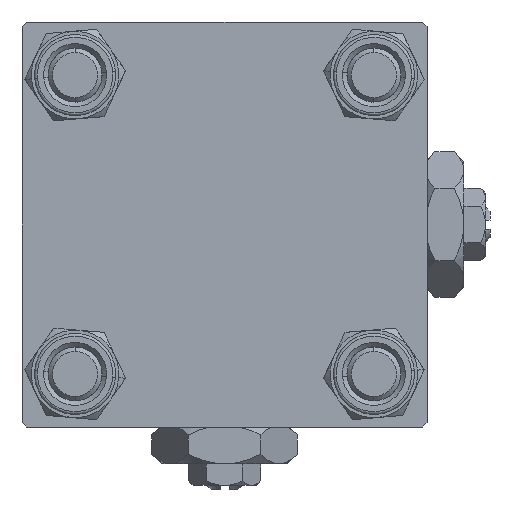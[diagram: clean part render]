
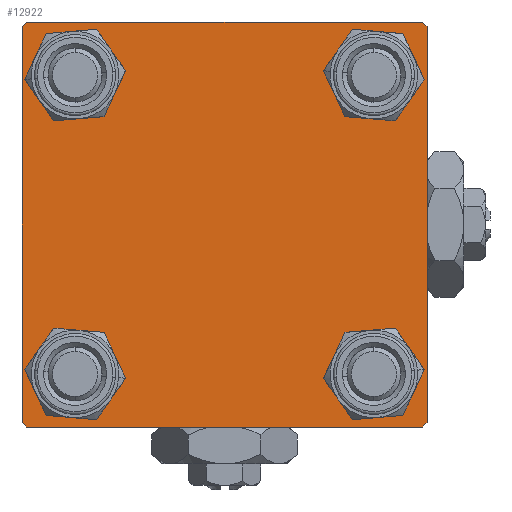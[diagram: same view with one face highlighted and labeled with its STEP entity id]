
A CAD part, left-side view. The second image highlights one B-rep face of the part: STEP entity #12922.
In plain terms, the highlighted planar face has unit normal (-1, 0, 0).
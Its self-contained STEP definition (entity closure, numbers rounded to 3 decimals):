
#12 = DIRECTION ( 'NONE',  ( 1., 0., 0. ) ) ;
#15 = LINE ( 'NONE', #14952, #48389 ) ;
#322 = CARTESIAN_POINT ( 'NONE',  ( 0., -16.6, 13.1 ) ) ;
#495 = EDGE_LOOP ( 'NONE', ( #6010, #42284 ) ) ;
#1175 = VERTEX_POINT ( 'NONE', #56347 ) ;
#1329 = DIRECTION ( 'NONE',  ( 1., 0., 0. ) ) ;
#1520 = CARTESIAN_POINT ( 'NONE',  ( 0., 16.6, -16.6 ) ) ;
#1787 = CIRCLE ( 'NONE', #14221, 3.5 ) ;
#3198 = CARTESIAN_POINT ( 'NONE',  ( 0., 22.25, 22.25 ) ) ;
#4108 = DIRECTION ( 'NONE',  ( 0., 0., 1. ) ) ;
#4417 = VERTEX_POINT ( 'NONE', #30339 ) ;
#4495 = VECTOR ( 'NONE', #35218, 1000. ) ;
#5589 = CARTESIAN_POINT ( 'NONE',  ( 0., 16.6, -20.1 ) ) ;
#5607 = EDGE_CURVE ( 'NONE', #1175, #33043, #11446, .T. ) ;
#5999 = CARTESIAN_POINT ( 'NONE',  ( 0., -16.6, -16.6 ) ) ;
#6010 = ORIENTED_EDGE ( 'NONE', *, *, #35532, .T. ) ;
#6779 = EDGE_LOOP ( 'NONE', ( #45356, #57239 ) ) ;
#8054 = DIRECTION ( 'NONE',  ( 0., 0., -1. ) ) ;
#8105 = CARTESIAN_POINT ( 'NONE',  ( 0., -16.6, 16.6 ) ) ;
#8940 = CARTESIAN_POINT ( 'NONE',  ( 0., 22.5, 22.5 ) ) ;
#9312 = CARTESIAN_POINT ( 'NONE',  ( 0., -16.6, 20.1 ) ) ;
#9322 = DIRECTION ( 'NONE',  ( 1., 0., 0. ) ) ;
#10480 = DIRECTION ( 'NONE',  ( 0., 0., 1. ) ) ;
#10610 = ORIENTED_EDGE ( 'NONE', *, *, #47001, .T. ) ;
#11446 = LINE ( 'NONE', #17119, #40888 ) ;
#11655 = DIRECTION ( 'NONE',  ( 0., 0., 1. ) ) ;
#11725 = LINE ( 'NONE', #16221, #43715 ) ;
#11758 = FACE_BOUND ( 'NONE', #19228, .T. ) ;
#12922 = ADVANCED_FACE ( 'NONE', ( #25217, #11758, #35091, #21315, #21910 ), #39581, .T. ) ;
#13265 = VERTEX_POINT ( 'NONE', #50242 ) ;
#13664 = CARTESIAN_POINT ( 'NONE',  ( 0., -22.5, -22. ) ) ;
#14221 = AXIS2_PLACEMENT_3D ( 'NONE', #1520, #56253, #56831 ) ;
#14952 = CARTESIAN_POINT ( 'NONE',  ( 0., 22.5, -22.5 ) ) ;
#15756 = ORIENTED_EDGE ( 'NONE', *, *, #20118, .T. ) ;
#16221 = CARTESIAN_POINT ( 'NONE',  ( 0., -22.25, 22.25 ) ) ;
#16521 = DIRECTION ( 'NONE',  ( 0., 0., 1. ) ) ;
#16563 = AXIS2_PLACEMENT_3D ( 'NONE', #52638, #20912, #11655 ) ;
#16876 = EDGE_LOOP ( 'NONE', ( #53305, #15756 ) ) ;
#17119 = CARTESIAN_POINT ( 'NONE',  ( 0., 22.5, 22.5 ) ) ;
#17131 = VECTOR ( 'NONE', #54471, 1000. ) ;
#17283 = CARTESIAN_POINT ( 'NONE',  ( 0., 16.6, -16.6 ) ) ;
#18160 = ORIENTED_EDGE ( 'NONE', *, *, #54214, .T. ) ;
#19228 = EDGE_LOOP ( 'NONE', ( #55463, #21714 ) ) ;
#19595 = VECTOR ( 'NONE', #59132, 1000. ) ;
#20118 = EDGE_CURVE ( 'NONE', #21058, #23037, #45792, .T. ) ;
#20432 = AXIS2_PLACEMENT_3D ( 'NONE', #41346, #9322, #36267 ) ;
#20912 = DIRECTION ( 'NONE',  ( 1., 0., 0. ) ) ;
#21058 = VERTEX_POINT ( 'NONE', #5589 ) ;
#21315 = FACE_BOUND ( 'NONE', #6779, .T. ) ;
#21377 = CIRCLE ( 'NONE', #20432, 3.5 ) ;
#21434 = ORIENTED_EDGE ( 'NONE', *, *, #47721, .T. ) ;
#21714 = ORIENTED_EDGE ( 'NONE', *, *, #37684, .T. ) ;
#21910 = FACE_OUTER_BOUND ( 'NONE', #46765, .T. ) ;
#23037 = VERTEX_POINT ( 'NONE', #57208 ) ;
#24566 = ORIENTED_EDGE ( 'NONE', *, *, #45590, .T. ) ;
#25070 = CARTESIAN_POINT ( 'NONE',  ( 0., 22.5, 22. ) ) ;
#25217 = FACE_BOUND ( 'NONE', #495, .T. ) ;
#26570 = AXIS2_PLACEMENT_3D ( 'NONE', #56883, #52413, #16521 ) ;
#26598 = CARTESIAN_POINT ( 'NONE',  ( 0., -16.6, -20.1 ) ) ;
#27262 = LINE ( 'NONE', #36544, #17131 ) ;
#27447 = CARTESIAN_POINT ( 'NONE',  ( 0., -22.5, 22.5 ) ) ;
#27513 = CIRCLE ( 'NONE', #26570, 3.5 ) ;
#27612 = VERTEX_POINT ( 'NONE', #34274 ) ;
#28032 = CARTESIAN_POINT ( 'NONE',  ( 0., 22.25, -22.25 ) ) ;
#28038 = DIRECTION ( 'NONE',  ( 0., 0., -1. ) ) ;
#29139 = CARTESIAN_POINT ( 'NONE',  ( 0., 16.6, 16.6 ) ) ;
#30339 = CARTESIAN_POINT ( 'NONE',  ( 0., -22.5, 22. ) ) ;
#30843 = DIRECTION ( 'NONE',  ( 0., 0., 1. ) ) ;
#30998 = CARTESIAN_POINT ( 'NONE',  ( 0., 22., -22.5 ) ) ;
#31135 = CARTESIAN_POINT ( 'NONE',  ( 0., 16.6, 13.1 ) ) ;
#31441 = VERTEX_POINT ( 'NONE', #26598 ) ;
#32811 = LINE ( 'NONE', #28032, #19595 ) ;
#33043 = VERTEX_POINT ( 'NONE', #55074 ) ;
#33275 = AXIS2_PLACEMENT_3D ( 'NONE', #39289, #44371, #53316 ) ;
#34274 = CARTESIAN_POINT ( 'NONE',  ( 0., -16.6, -13.1 ) ) ;
#35091 = FACE_BOUND ( 'NONE', #16876, .T. ) ;
#35218 = DIRECTION ( 'NONE',  ( 0., 0.707, -0.707 ) ) ;
#35532 = EDGE_CURVE ( 'NONE', #55021, #49492, #35665, .T. ) ;
#35665 = CIRCLE ( 'NONE', #40567, 3.5 ) ;
#36172 = LINE ( 'NONE', #8940, #53255 ) ;
#36232 = VECTOR ( 'NONE', #28038, 1000. ) ;
#36267 = DIRECTION ( 'NONE',  ( 0., 0., 1. ) ) ;
#36544 = CARTESIAN_POINT ( 'NONE',  ( 0., -22.25, -22.25 ) ) ;
#36569 = EDGE_CURVE ( 'NONE', #49492, #55021, #48123, .T. ) ;
#37684 = EDGE_CURVE ( 'NONE', #31441, #27612, #44291, .T. ) ;
#38076 = DIRECTION ( 'NONE',  ( 0., 0.707, 0.707 ) ) ;
#38840 = EDGE_CURVE ( 'NONE', #27612, #31441, #21377, .T. ) ;
#39132 = CIRCLE ( 'NONE', #59128, 3.5 ) ;
#39289 = CARTESIAN_POINT ( 'NONE',  ( 0., 0., 0. ) ) ;
#39581 = PLANE ( 'NONE',  #33275 ) ;
#40567 = AXIS2_PLACEMENT_3D ( 'NONE', #8105, #12, #30843 ) ;
#40888 = VECTOR ( 'NONE', #47945, 1000. ) ;
#41346 = CARTESIAN_POINT ( 'NONE',  ( 0., -16.6, -16.6 ) ) ;
#41907 = EDGE_CURVE ( 'NONE', #42491, #49127, #32811, .T. ) ;
#42284 = ORIENTED_EDGE ( 'NONE', *, *, #36569, .T. ) ;
#42491 = VERTEX_POINT ( 'NONE', #52980 ) ;
#43715 = VECTOR ( 'NONE', #38076, 1000. ) ;
#43960 = VERTEX_POINT ( 'NONE', #25070 ) ;
#44204 = LINE ( 'NONE', #3198, #4495 ) ;
#44291 = CIRCLE ( 'NONE', #51905, 3.5 ) ;
#44371 = DIRECTION ( 'NONE',  ( -1., 0., 0. ) ) ;
#44977 = ORIENTED_EDGE ( 'NONE', *, *, #48376, .T. ) ;
#45356 = ORIENTED_EDGE ( 'NONE', *, *, #49286, .T. ) ;
#45522 = VERTEX_POINT ( 'NONE', #31135 ) ;
#45590 = EDGE_CURVE ( 'NONE', #49127, #50120, #15, .T. ) ;
#45792 = CIRCLE ( 'NONE', #52474, 3.5 ) ;
#46590 = ORIENTED_EDGE ( 'NONE', *, *, #53166, .F. ) ;
#46765 = EDGE_LOOP ( 'NONE', ( #21434, #48932, #24566, #18160, #46590, #44977, #57898, #10610 ) ) ;
#47001 = EDGE_CURVE ( 'NONE', #1175, #43960, #44204, .T. ) ;
#47721 = EDGE_CURVE ( 'NONE', #43960, #42491, #36172, .T. ) ;
#47945 = DIRECTION ( 'NONE',  ( 0., -1., 0. ) ) ;
#48086 = DIRECTION ( 'NONE',  ( 1., 0., 0. ) ) ;
#48123 = CIRCLE ( 'NONE', #16563, 3.5 ) ;
#48376 = EDGE_CURVE ( 'NONE', #4417, #33043, #11725, .T. ) ;
#48389 = VECTOR ( 'NONE', #55637, 1000. ) ;
#48932 = ORIENTED_EDGE ( 'NONE', *, *, #41907, .T. ) ;
#49127 = VERTEX_POINT ( 'NONE', #30998 ) ;
#49286 = EDGE_CURVE ( 'NONE', #13265, #45522, #27513, .T. ) ;
#49492 = VERTEX_POINT ( 'NONE', #322 ) ;
#50120 = VERTEX_POINT ( 'NONE', #52497 ) ;
#50242 = CARTESIAN_POINT ( 'NONE',  ( 0., 16.6, 20.1 ) ) ;
#50800 = VERTEX_POINT ( 'NONE', #13664 ) ;
#51905 = AXIS2_PLACEMENT_3D ( 'NONE', #5999, #48086, #10480 ) ;
#52160 = DIRECTION ( 'NONE',  ( 0., 0., 1. ) ) ;
#52413 = DIRECTION ( 'NONE',  ( 1., 0., 0. ) ) ;
#52474 = AXIS2_PLACEMENT_3D ( 'NONE', #17283, #53767, #4108 ) ;
#52497 = CARTESIAN_POINT ( 'NONE',  ( 0., -22., -22.5 ) ) ;
#52638 = CARTESIAN_POINT ( 'NONE',  ( 0., -16.6, 16.6 ) ) ;
#52980 = CARTESIAN_POINT ( 'NONE',  ( 0., 22.5, -22. ) ) ;
#53166 = EDGE_CURVE ( 'NONE', #4417, #50800, #54361, .T. ) ;
#53255 = VECTOR ( 'NONE', #8054, 1000. ) ;
#53305 = ORIENTED_EDGE ( 'NONE', *, *, #55845, .T. ) ;
#53316 = DIRECTION ( 'NONE',  ( 0., 0., 1. ) ) ;
#53672 = EDGE_CURVE ( 'NONE', #45522, #13265, #39132, .T. ) ;
#53767 = DIRECTION ( 'NONE',  ( 1., 0., 0. ) ) ;
#54214 = EDGE_CURVE ( 'NONE', #50120, #50800, #27262, .T. ) ;
#54361 = LINE ( 'NONE', #27447, #36232 ) ;
#54471 = DIRECTION ( 'NONE',  ( 0., -0.707, 0.707 ) ) ;
#55021 = VERTEX_POINT ( 'NONE', #9312 ) ;
#55074 = CARTESIAN_POINT ( 'NONE',  ( 0., -22., 22.5 ) ) ;
#55463 = ORIENTED_EDGE ( 'NONE', *, *, #38840, .T. ) ;
#55637 = DIRECTION ( 'NONE',  ( 0., -1., 0. ) ) ;
#55845 = EDGE_CURVE ( 'NONE', #23037, #21058, #1787, .T. ) ;
#56253 = DIRECTION ( 'NONE',  ( 1., 0., 0. ) ) ;
#56347 = CARTESIAN_POINT ( 'NONE',  ( 0., 22., 22.5 ) ) ;
#56831 = DIRECTION ( 'NONE',  ( 0., 0., 1. ) ) ;
#56883 = CARTESIAN_POINT ( 'NONE',  ( 0., 16.6, 16.6 ) ) ;
#57208 = CARTESIAN_POINT ( 'NONE',  ( 0., 16.6, -13.1 ) ) ;
#57239 = ORIENTED_EDGE ( 'NONE', *, *, #53672, .T. ) ;
#57898 = ORIENTED_EDGE ( 'NONE', *, *, #5607, .F. ) ;
#59128 = AXIS2_PLACEMENT_3D ( 'NONE', #29139, #1329, #52160 ) ;
#59132 = DIRECTION ( 'NONE',  ( 0., -0.707, -0.707 ) ) ;
